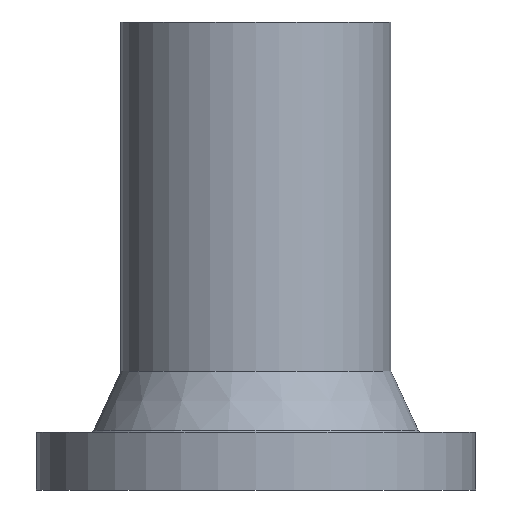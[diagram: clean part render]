
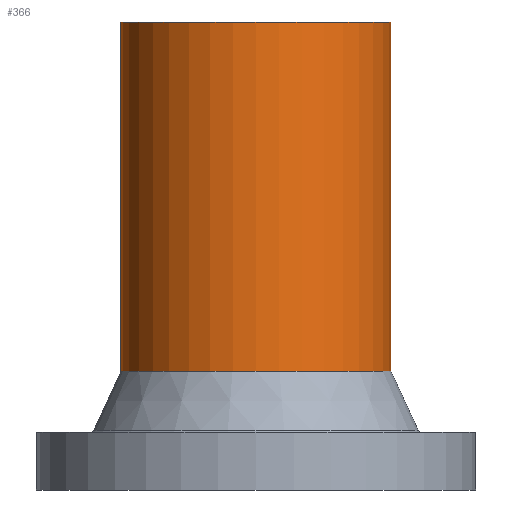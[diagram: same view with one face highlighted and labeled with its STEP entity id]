
A CAD part, front view. The second image highlights one B-rep face of the part: STEP entity #366.
In plain terms, the highlighted cylindrical face has radius 37.5 mm (diameter 75 mm), a partial arc.
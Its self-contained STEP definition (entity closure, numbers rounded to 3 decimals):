
#24 = VERTEX_POINT ( 'NONE', #351 ) ;
#34 = EDGE_CURVE ( 'NONE', #54, #24, #328, .T. ) ;
#43 = DIRECTION ( 'NONE',  ( -1., 0., 0. ) ) ;
#54 = VERTEX_POINT ( 'NONE', #260 ) ;
#57 = ORIENTED_EDGE ( 'NONE', *, *, #286, .T. ) ;
#65 = DIRECTION ( 'NONE',  ( -1., 0., 0. ) ) ;
#66 = VECTOR ( 'NONE', #349, 1000. ) ;
#77 = DIRECTION ( 'NONE',  ( 0., 0., -1. ) ) ;
#86 = DIRECTION ( 'NONE',  ( 0., 0., -1. ) ) ;
#112 = CARTESIAN_POINT ( 'NONE',  ( 0., 0., 130. ) ) ;
#155 = VERTEX_POINT ( 'NONE', #480 ) ;
#173 = AXIS2_PLACEMENT_3D ( 'NONE', #112, #77, #43 ) ;
#181 = LINE ( 'NONE', #471, #217 ) ;
#199 = VERTEX_POINT ( 'NONE', #276 ) ;
#217 = VECTOR ( 'NONE', #407, 1000. ) ;
#221 = CYLINDRICAL_SURFACE ( 'NONE', #354, 37.5 ) ;
#254 = FACE_OUTER_BOUND ( 'NONE', #414, .T. ) ;
#260 = CARTESIAN_POINT ( 'NONE',  ( 37.5, 0., 33. ) ) ;
#266 = CARTESIAN_POINT ( 'NONE',  ( -37.5, 0., 0. ) ) ;
#276 = CARTESIAN_POINT ( 'NONE',  ( -37.5, 0., 130. ) ) ;
#278 = CARTESIAN_POINT ( 'NONE',  ( 0., 0., 33. ) ) ;
#281 = ORIENTED_EDGE ( 'NONE', *, *, #308, .T. ) ;
#285 = CIRCLE ( 'NONE', #173, 37.5 ) ;
#286 = EDGE_CURVE ( 'NONE', #199, #24, #452, .T. ) ;
#308 = EDGE_CURVE ( 'NONE', #155, #199, #285, .T. ) ;
#327 = CARTESIAN_POINT ( 'NONE',  ( 0., 0., 0. ) ) ;
#328 = CIRCLE ( 'NONE', #478, 37.5 ) ;
#336 = DIRECTION ( 'NONE',  ( 0., 0., -1. ) ) ;
#349 = DIRECTION ( 'NONE',  ( 0., 0., -1. ) ) ;
#351 = CARTESIAN_POINT ( 'NONE',  ( -37.5, 0., 33. ) ) ;
#354 = AXIS2_PLACEMENT_3D ( 'NONE', #327, #336, #65 ) ;
#362 = ORIENTED_EDGE ( 'NONE', *, *, #34, .F. ) ;
#366 = ADVANCED_FACE ( 'NONE', ( #254 ), #221, .T. ) ;
#396 = EDGE_CURVE ( 'NONE', #155, #54, #181, .T. ) ;
#407 = DIRECTION ( 'NONE',  ( 0., 0., -1. ) ) ;
#414 = EDGE_LOOP ( 'NONE', ( #465, #281, #57, #362 ) ) ;
#422 = DIRECTION ( 'NONE',  ( -1., 0., 0. ) ) ;
#452 = LINE ( 'NONE', #266, #66 ) ;
#465 = ORIENTED_EDGE ( 'NONE', *, *, #396, .F. ) ;
#471 = CARTESIAN_POINT ( 'NONE',  ( 37.5, 0., 0. ) ) ;
#478 = AXIS2_PLACEMENT_3D ( 'NONE', #278, #86, #422 ) ;
#480 = CARTESIAN_POINT ( 'NONE',  ( 37.5, 0., 130. ) ) ;
